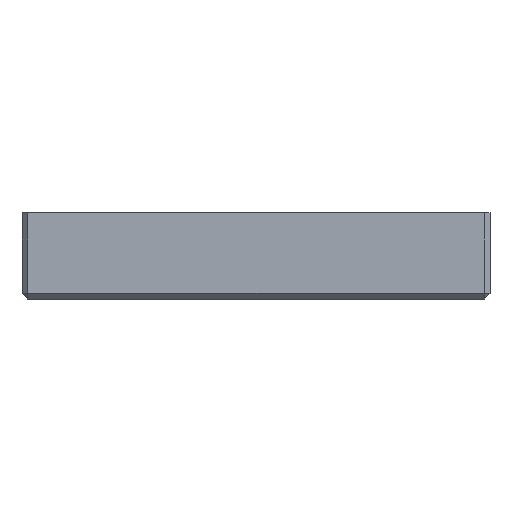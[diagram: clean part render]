
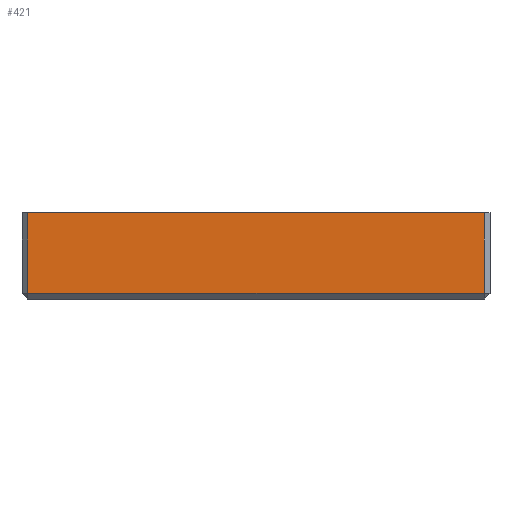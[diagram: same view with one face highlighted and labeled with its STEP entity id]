
A CAD part, front view. The second image highlights one B-rep face of the part: STEP entity #421.
In plain terms, the highlighted planar face has unit normal (0, -1, 0).
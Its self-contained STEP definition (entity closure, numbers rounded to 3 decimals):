
#158 = VERTEX_POINT('',#159);
#159 = CARTESIAN_POINT('',(-39.,-60.,1.));
#167 = VERTEX_POINT('',#168);
#168 = CARTESIAN_POINT('',(39.,-60.,1.));
#174 = EDGE_CURVE('',#158,#167,#175,.T.);
#175 = LINE('',#176,#177);
#176 = CARTESIAN_POINT('',(-40.,-60.,1.));
#177 = VECTOR('',#178,1.);
#178 = DIRECTION('',(1.,0.,0.));
#421 = ADVANCED_FACE('',(#422),#447,.T.);
#422 = FACE_BOUND('',#423,.T.);
#423 = EDGE_LOOP('',(#424,#434,#440,#441));
#424 = ORIENTED_EDGE('',*,*,#425,.F.);
#425 = EDGE_CURVE('',#426,#428,#430,.T.);
#426 = VERTEX_POINT('',#427);
#427 = CARTESIAN_POINT('',(-39.,-60.,14.75));
#428 = VERTEX_POINT('',#429);
#429 = CARTESIAN_POINT('',(39.,-60.,14.75));
#430 = LINE('',#431,#432);
#431 = CARTESIAN_POINT('',(-40.,-60.,14.75));
#432 = VECTOR('',#433,1.);
#433 = DIRECTION('',(1.,0.,0.));
#434 = ORIENTED_EDGE('',*,*,#435,.F.);
#435 = EDGE_CURVE('',#158,#426,#436,.T.);
#436 = LINE('',#437,#438);
#437 = CARTESIAN_POINT('',(-39.,-60.,0.));
#438 = VECTOR('',#439,1.);
#439 = DIRECTION('',(0.,0.,1.));
#440 = ORIENTED_EDGE('',*,*,#174,.T.);
#441 = ORIENTED_EDGE('',*,*,#442,.T.);
#442 = EDGE_CURVE('',#167,#428,#443,.T.);
#443 = LINE('',#444,#445);
#444 = CARTESIAN_POINT('',(39.,-60.,0.));
#445 = VECTOR('',#446,1.);
#446 = DIRECTION('',(0.,0.,1.));
#447 = PLANE('',#448);
#448 = AXIS2_PLACEMENT_3D('',#449,#450,#451);
#449 = CARTESIAN_POINT('',(0.,-60.,7.375));
#450 = DIRECTION('',(-0.,-1.,-0.));
#451 = DIRECTION('',(0.,0.,-1.));
